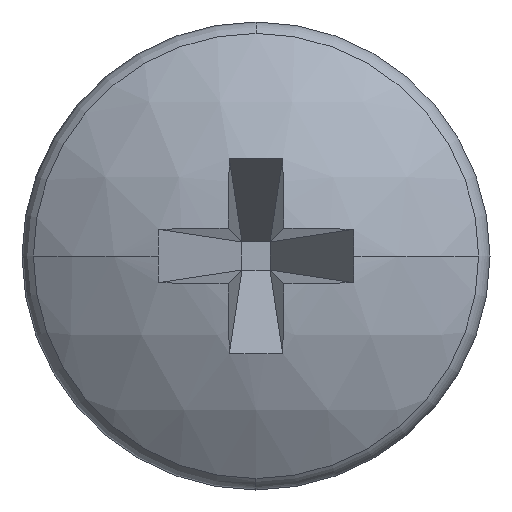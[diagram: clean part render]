
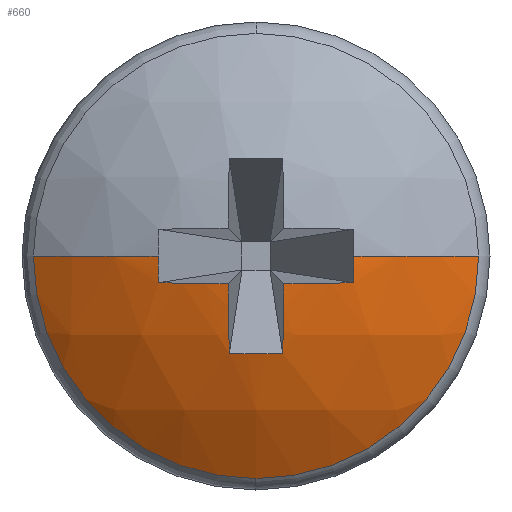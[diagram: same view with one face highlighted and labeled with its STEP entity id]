
A CAD part, left-side view. The second image highlights one B-rep face of the part: STEP entity #660.
In plain terms, the highlighted spherical face has radius 3.2 mm.
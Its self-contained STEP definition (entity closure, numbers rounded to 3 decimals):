
#14 = ORIENTED_EDGE ( 'NONE', *, *, #640, .F. ) ;
#19 = EDGE_CURVE ( 'NONE', #656, #65, #435, .T. ) ;
#20 = EDGE_CURVE ( 'NONE', #72, #34, #334, .T. ) ;
#21 = ORIENTED_EDGE ( 'NONE', *, *, #20, .F. ) ;
#22 = VERTEX_POINT ( 'NONE', #410 ) ;
#27 = VERTEX_POINT ( 'NONE', #409 ) ;
#29 = ORIENTED_EDGE ( 'NONE', *, *, #73, .T. ) ;
#34 = VERTEX_POINT ( 'NONE', #430 ) ;
#65 = VERTEX_POINT ( 'NONE', #342 ) ;
#71 = VERTEX_POINT ( 'NONE', #350 ) ;
#72 = VERTEX_POINT ( 'NONE', #349 ) ;
#73 = EDGE_CURVE ( 'NONE', #22, #34, #347, .T. ) ;
#75 = EDGE_CURVE ( 'NONE', #72, #27, #397, .T. ) ;
#99 = ORIENTED_EDGE ( 'NONE', *, *, #104, .F. ) ;
#104 = EDGE_CURVE ( 'NONE', #71, #65, #183, .T. ) ;
#183 = CIRCLE ( 'NONE', #187, 3.199 ) ;
#184 = DIRECTION ( 'NONE',  ( 0.995, -0.1, 0. ) ) ;
#185 = DIRECTION ( 'NONE',  ( -0.1, -0.995, 0. ) ) ;
#186 = CARTESIAN_POINT ( 'NONE',  ( 3.192, -0.082, 0. ) ) ;
#187 = AXIS2_PLACEMENT_3D ( 'NONE', #186, #185, #184 ) ;
#334 = CIRCLE ( 'NONE', #436, 3.2 ) ;
#342 = CARTESIAN_POINT ( 'NONE',  ( 0.118, 0.228, -0.831 ) ) ;
#343 = DIRECTION ( 'NONE',  ( -0.833, 0.553, 0. ) ) ;
#344 = DIRECTION ( 'NONE',  ( 0.553, 0.833, 0. ) ) ;
#345 = CARTESIAN_POINT ( 'NONE',  ( 2.64, -0.843, 0. ) ) ;
#346 = AXIS2_PLACEMENT_3D ( 'NONE', #345, #344, #343 ) ;
#347 = CIRCLE ( 'NONE', #346, 3.036 ) ;
#348 = CARTESIAN_POINT ( 'NONE',  ( 0.627, 0., 0. ) ) ;
#349 = CARTESIAN_POINT ( 'NONE',  ( 0.627, 1.903, 0. ) ) ;
#350 = CARTESIAN_POINT ( 'NONE',  ( 0.018, 0.238, -0.238 ) ) ;
#387 = CARTESIAN_POINT ( 'NONE',  ( 3.2, 0., 0. ) ) ;
#394 = DIRECTION ( 'NONE',  ( 0., 0., 1. ) ) ;
#395 = DIRECTION ( 'NONE',  ( -1., 0., 0. ) ) ;
#396 = AXIS2_PLACEMENT_3D ( 'NONE', #348, #395, #394 ) ;
#397 = CIRCLE ( 'NONE', #396, 1.903 ) ;
#398 = DIRECTION ( 'NONE',  ( -0.833, 0., -0.553 ) ) ;
#405 = CARTESIAN_POINT ( 'NONE',  ( 2.64, 0., 0.843 ) ) ;
#406 = DIRECTION ( 'NONE',  ( 0.553, 0., -0.833 ) ) ;
#409 = CARTESIAN_POINT ( 'NONE',  ( 0.627, 0., -1.903 ) ) ;
#410 = CARTESIAN_POINT ( 'NONE',  ( 0.118, 0.831, -0.228 ) ) ;
#411 = DIRECTION ( 'NONE',  ( 1., 0., 0. ) ) ;
#419 = DIRECTION ( 'NONE',  ( 0., 0., 1. ) ) ;
#430 = CARTESIAN_POINT ( 'NONE',  ( 0.111, 0.836, 0. ) ) ;
#435 = CIRCLE ( 'NONE', #441, 3.036 ) ;
#436 = AXIS2_PLACEMENT_3D ( 'NONE', #387, #419, #411 ) ;
#441 = AXIS2_PLACEMENT_3D ( 'NONE', #405, #406, #398 ) ;
#470 = CIRCLE ( 'NONE', #531, 3.199 ) ;
#471 = DIRECTION ( 'NONE',  ( 0.995, 0., 0.1 ) ) ;
#472 = DIRECTION ( 'NONE',  ( -0.1, 0., 0.995 ) ) ;
#473 = CARTESIAN_POINT ( 'NONE',  ( 3.192, 0., 0.082 ) ) ;
#474 = AXIS2_PLACEMENT_3D ( 'NONE', #473, #472, #471 ) ;
#475 = CIRCLE ( 'NONE', #474, 3.199 ) ;
#476 = CARTESIAN_POINT ( 'NONE',  ( 3.192, 0., 0.082 ) ) ;
#491 = DIRECTION ( 'NONE',  ( 0., 1., 0. ) ) ;
#492 = DIRECTION ( 'NONE',  ( 0., 0., -1. ) ) ;
#493 = CARTESIAN_POINT ( 'NONE',  ( 3.2, 0., 0. ) ) ;
#494 = AXIS2_PLACEMENT_3D ( 'NONE', #493, #492, #491 ) ;
#496 = SPHERICAL_SURFACE ( 'NONE', #494, 3.2 ) ;
#497 = FACE_OUTER_BOUND ( 'NONE', #669, .T. ) ;
#499 = CARTESIAN_POINT ( 'NONE',  ( 0.627, -1.903, 0. ) ) ;
#500 = CARTESIAN_POINT ( 'NONE',  ( 0.118, -0.228, -0.831 ) ) ;
#506 = DIRECTION ( 'NONE',  ( 0., 1., 0. ) ) ;
#507 = DIRECTION ( 'NONE',  ( 0., 0., -1. ) ) ;
#508 = CARTESIAN_POINT ( 'NONE',  ( 3.2, 0., 0. ) ) ;
#509 = AXIS2_PLACEMENT_3D ( 'NONE', #508, #507, #506 ) ;
#510 = CIRCLE ( 'NONE', #509, 3.2 ) ;
#511 = CARTESIAN_POINT ( 'NONE',  ( 0.118, -0.831, -0.228 ) ) ;
#512 = CARTESIAN_POINT ( 'NONE',  ( 0.111, -0.836, 0. ) ) ;
#513 = DIRECTION ( 'NONE',  ( -0.995, -0.1, 0. ) ) ;
#514 = DIRECTION ( 'NONE',  ( -0.1, 0.995, 0. ) ) ;
#515 = CARTESIAN_POINT ( 'NONE',  ( 3.192, 0.082, 0. ) ) ;
#516 = AXIS2_PLACEMENT_3D ( 'NONE', #515, #514, #513 ) ;
#517 = CIRCLE ( 'NONE', #516, 3.199 ) ;
#518 = DIRECTION ( 'NONE',  ( 0., 0., 1. ) ) ;
#519 = DIRECTION ( 'NONE',  ( -1., 0., 0. ) ) ;
#520 = CARTESIAN_POINT ( 'NONE',  ( 0.627, 0., 0. ) ) ;
#521 = AXIS2_PLACEMENT_3D ( 'NONE', #520, #519, #518 ) ;
#522 = CIRCLE ( 'NONE', #521, 1.903 ) ;
#523 = DIRECTION ( 'NONE',  ( 0.833, 0.553, 0. ) ) ;
#524 = DIRECTION ( 'NONE',  ( 0.553, -0.833, 0. ) ) ;
#525 = CARTESIAN_POINT ( 'NONE',  ( 2.64, 0.843, 0. ) ) ;
#526 = AXIS2_PLACEMENT_3D ( 'NONE', #525, #524, #523 ) ;
#527 = CIRCLE ( 'NONE', #526, 3.036 ) ;
#528 = CARTESIAN_POINT ( 'NONE',  ( 0.018, -0.238, -0.238 ) ) ;
#529 = DIRECTION ( 'NONE',  ( 0.995, 0., 0.1 ) ) ;
#530 = DIRECTION ( 'NONE',  ( -0.1, 0., 0.995 ) ) ;
#531 = AXIS2_PLACEMENT_3D ( 'NONE', #476, #530, #529 ) ;
#640 = EDGE_CURVE ( 'NONE', #22, #71, #475, .T. ) ;
#641 = ORIENTED_EDGE ( 'NONE', *, *, #646, .T. ) ;
#642 = ORIENTED_EDGE ( 'NONE', *, *, #645, .T. ) ;
#643 = EDGE_CURVE ( 'NONE', #644, #652, #470, .T. ) ;
#644 = VERTEX_POINT ( 'NONE', #528 ) ;
#645 = EDGE_CURVE ( 'NONE', #649, #652, #527, .T. ) ;
#646 = EDGE_CURVE ( 'NONE', #27, #657, #522, .T. ) ;
#647 = ORIENTED_EDGE ( 'NONE', *, *, #75, .T. ) ;
#648 = EDGE_CURVE ( 'NONE', #656, #644, #517, .T. ) ;
#649 = VERTEX_POINT ( 'NONE', #512 ) ;
#650 = ORIENTED_EDGE ( 'NONE', *, *, #19, .T. ) ;
#651 = ORIENTED_EDGE ( 'NONE', *, *, #643, .F. ) ;
#652 = VERTEX_POINT ( 'NONE', #511 ) ;
#653 = ORIENTED_EDGE ( 'NONE', *, *, #648, .F. ) ;
#654 = EDGE_CURVE ( 'NONE', #657, #649, #510, .T. ) ;
#655 = ORIENTED_EDGE ( 'NONE', *, *, #654, .T. ) ;
#656 = VERTEX_POINT ( 'NONE', #500 ) ;
#657 = VERTEX_POINT ( 'NONE', #499 ) ;
#660 = ADVANCED_FACE ( 'NONE', ( #497 ), #496, .T. ) ;
#669 = EDGE_LOOP ( 'NONE', ( #647, #641, #655, #642, #651, #653, #650, #99, #14, #29, #21 ) ) ;
